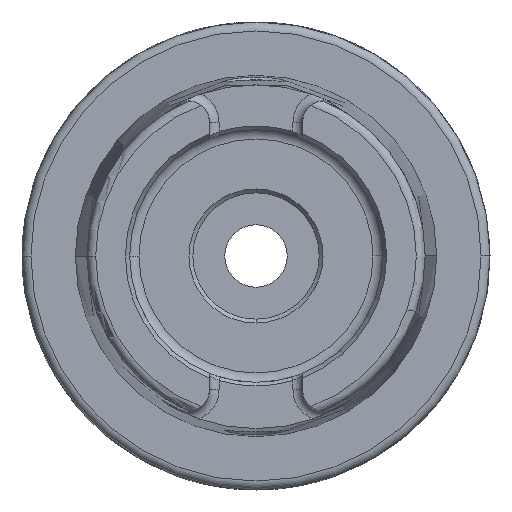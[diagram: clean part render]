
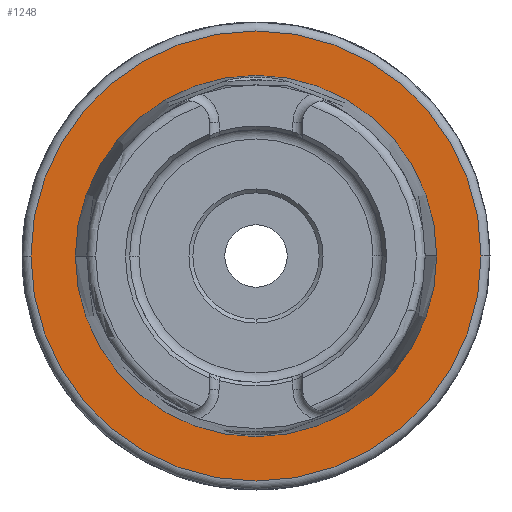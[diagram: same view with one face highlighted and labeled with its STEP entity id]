
A CAD part, left-side view. The second image highlights one B-rep face of the part: STEP entity #1248.
In plain terms, the highlighted planar face has unit normal (-1, 0, 0).
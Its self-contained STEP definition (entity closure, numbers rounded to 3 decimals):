
#119 = CIRCLE ( 'NONE', #991, 24.321 ) ;
#186 = ORIENTED_EDGE ( 'NONE', *, *, #2621, .T. ) ;
#311 = DIRECTION ( 'NONE',  ( -1., 0., 0. ) ) ;
#782 = FACE_BOUND ( 'NONE', #5918, .T. ) ;
#835 = CARTESIAN_POINT ( 'NONE',  ( 0., 0., 0. ) ) ;
#991 = AXIS2_PLACEMENT_3D ( 'NONE', #3750, #3208, #2757 ) ;
#1079 = ORIENTED_EDGE ( 'NONE', *, *, #2663, .F. ) ;
#1172 = AXIS2_PLACEMENT_3D ( 'NONE', #5426, #6552, #3450 ) ;
#1248 = ADVANCED_FACE ( 'NONE', ( #782, #3327 ), #4448, .T. ) ;
#1385 = EDGE_LOOP ( 'NONE', ( #5348, #1079 ) ) ;
#1481 = DIRECTION ( 'NONE',  ( 0., 1., 0. ) ) ;
#1811 = EDGE_CURVE ( 'NONE', #3336, #4383, #119, .T. ) ;
#2272 = CIRCLE ( 'NONE', #1172, 30.3 ) ;
#2621 = EDGE_CURVE ( 'NONE', #4383, #3336, #6396, .T. ) ;
#2663 = EDGE_CURVE ( 'NONE', #4058, #4005, #2272, .T. ) ;
#2757 = DIRECTION ( 'NONE',  ( 0., 1., 0. ) ) ;
#2817 = CARTESIAN_POINT ( 'NONE',  ( 0., 24.321, 0. ) ) ;
#2875 = DIRECTION ( 'NONE',  ( 0., 1., 0. ) ) ;
#2911 = DIRECTION ( 'NONE',  ( 1., 0., 0. ) ) ;
#3208 = DIRECTION ( 'NONE',  ( 1., 0., 0. ) ) ;
#3327 = FACE_OUTER_BOUND ( 'NONE', #1385, .T. ) ;
#3336 = VERTEX_POINT ( 'NONE', #4748 ) ;
#3450 = DIRECTION ( 'NONE',  ( 0., 1., 0. ) ) ;
#3557 = CIRCLE ( 'NONE', #5397, 30.3 ) ;
#3750 = CARTESIAN_POINT ( 'NONE',  ( 0., 0., 0. ) ) ;
#3810 = CARTESIAN_POINT ( 'NONE',  ( 0., 30.3, 0. ) ) ;
#3933 = ORIENTED_EDGE ( 'NONE', *, *, #1811, .T. ) ;
#3946 = EDGE_CURVE ( 'NONE', #4005, #4058, #3557, .T. ) ;
#4005 = VERTEX_POINT ( 'NONE', #3810 ) ;
#4058 = VERTEX_POINT ( 'NONE', #5284 ) ;
#4329 = AXIS2_PLACEMENT_3D ( 'NONE', #2817, #311, #6495 ) ;
#4383 = VERTEX_POINT ( 'NONE', #5945 ) ;
#4448 = PLANE ( 'NONE',  #4329 ) ;
#4572 = CARTESIAN_POINT ( 'NONE',  ( 0., 0., 0. ) ) ;
#4643 = AXIS2_PLACEMENT_3D ( 'NONE', #835, #2911, #2875 ) ;
#4748 = CARTESIAN_POINT ( 'NONE',  ( 0., 24.321, 0. ) ) ;
#5284 = CARTESIAN_POINT ( 'NONE',  ( 0., -30.3, 0. ) ) ;
#5348 = ORIENTED_EDGE ( 'NONE', *, *, #3946, .F. ) ;
#5397 = AXIS2_PLACEMENT_3D ( 'NONE', #4572, #6716, #1481 ) ;
#5426 = CARTESIAN_POINT ( 'NONE',  ( 0., 0., 0. ) ) ;
#5918 = EDGE_LOOP ( 'NONE', ( #3933, #186 ) ) ;
#5945 = CARTESIAN_POINT ( 'NONE',  ( 0., -24.321, 0. ) ) ;
#6396 = CIRCLE ( 'NONE', #4643, 24.321 ) ;
#6495 = DIRECTION ( 'NONE',  ( 0., -1., 0. ) ) ;
#6552 = DIRECTION ( 'NONE',  ( 1., 0., 0. ) ) ;
#6716 = DIRECTION ( 'NONE',  ( 1., 0., 0. ) ) ;
